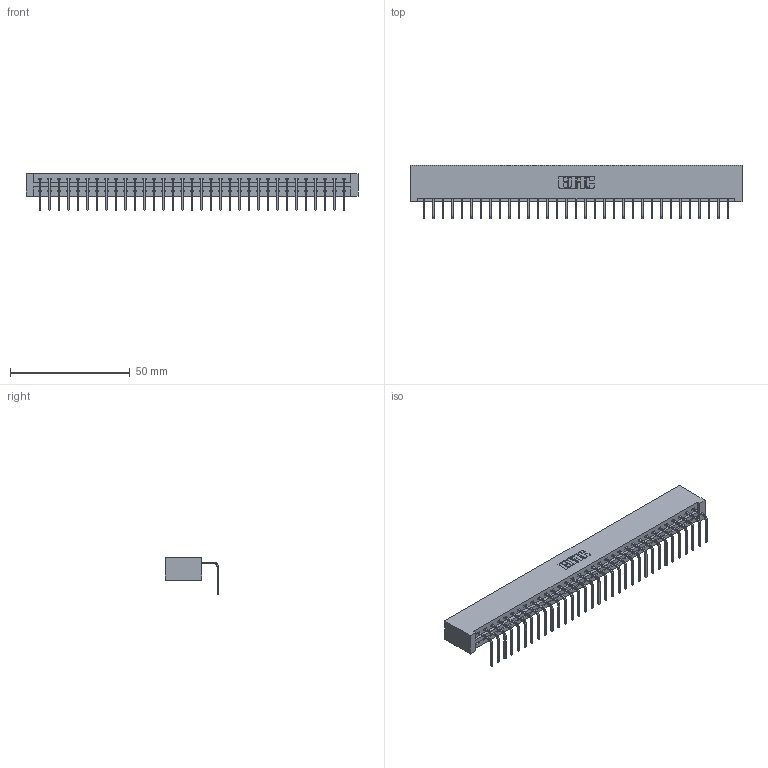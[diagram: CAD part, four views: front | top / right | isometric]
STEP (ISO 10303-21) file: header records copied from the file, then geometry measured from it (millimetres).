
FILE_DESCRIPTION (( 'STEP AP203' ), '1' );
FILE_NAME ('387-033-558-101.STEP', '2019-10-07T20:00:23', ( '' ), ( '' ), 'SwSTEP 2.0', 'SolidWorks 2016', '' );
FILE_SCHEMA (( 'CONFIG_CONTROL_DESIGN' ));
Length unit declared in the file: inch
Products named in the file (3): 387-033-558-101; 337 Part_No Mounting Lugs; 345-292-001_558 Tail - 2
Assembly tree (34 placements, depth 2):
  387-033-558-101
    337 Part_No Mounting Lugs
    345-292-001_558 Tail - 2  x33
Bounding box: 138.63 x 22.17 x 15.37 mm (x, y, z)
Volume: 15144.6 mm3; surface area: 16256.7 mm2
Topology: 34 solids, 34 shells, 2218 faces, 6689 edges, 4414 vertices
Faces by surface type: plane 1650, cylinder 568
Entity records: 25501 total; most frequent: CARTESIAN_POINT 4449, ORIENTED_EDGE 4418, DIRECTION 3755, EDGE_CURVE 2209, LINE 2089, VECTOR 2089, VERTEX_POINT 1470, AXIS2_PLACEMENT_3D 833
